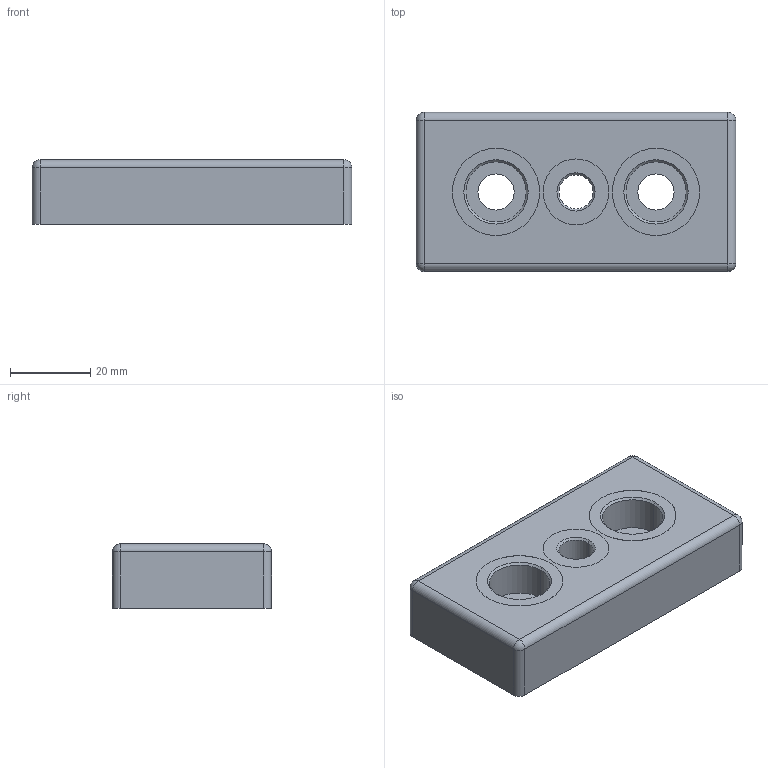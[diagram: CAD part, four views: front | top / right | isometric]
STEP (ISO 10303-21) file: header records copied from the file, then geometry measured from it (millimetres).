
FILE_DESCRIPTION (( 'STEP AP214' ), '1' );
FILE_NAME ('T25 Àäàïòåð 40õ80_D (Àëþì) äëÿ îïîðû Ì10.STEP', '2019-04-26T11:33:41', ( 'Windows User' ), ( '' ), 'SwSTEP 2.0', 'SolidWorks 2018', '' );
FILE_SCHEMA (( 'AUTOMOTIVE_DESIGN' ));
Length unit declared in the file: millimetre
Products named in the file (1): T25 Àäàïòåð 40õ80_D (Àëþì) äëÿ îïîðû Ì10
Bounding box: 79.6 x 39.6 x 16 mm (x, y, z)
Volume: 36464.2 mm3; surface area: 15518.9 mm2
Topology: 1 solids, 1 shells, 169 faces, 430 edges, 268 vertices
Faces by surface type: cylinder 102, plane 51, cone 12, sphere 4
Entity records: 5180 total; most frequent: DIRECTION 982, CARTESIAN_POINT 864, ORIENTED_EDGE 852, EDGE_CURVE 426, AXIS2_PLACEMENT_3D 386, VERTEX_POINT 268, CIRCLE 216, LINE 210
